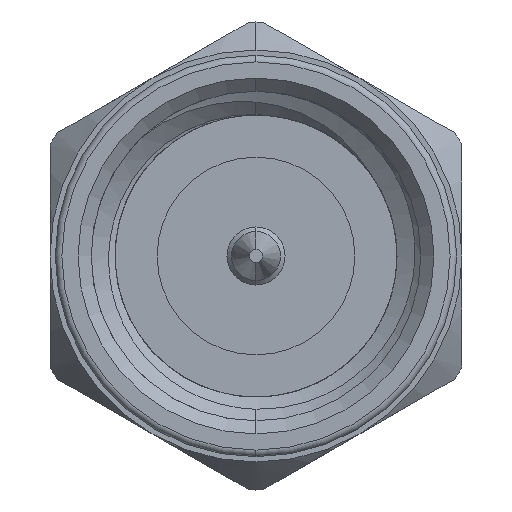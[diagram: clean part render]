
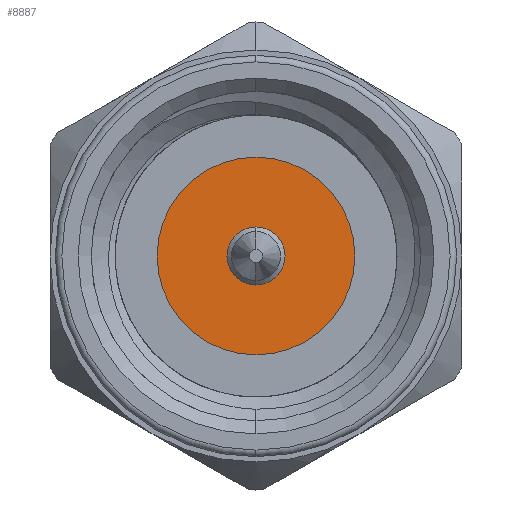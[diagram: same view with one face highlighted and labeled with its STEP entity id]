
A CAD part, left-side view. The second image highlights one B-rep face of the part: STEP entity #8887.
In plain terms, the highlighted planar face has unit normal (-1, 0, 0).
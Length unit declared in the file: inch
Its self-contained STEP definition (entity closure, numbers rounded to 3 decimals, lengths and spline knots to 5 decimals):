
#861 = AXIS2_PLACEMENT_3D ( 'NONE', #42668, #33912, #12873 ) ;
#4462 = DIRECTION ( 'NONE',  ( -1., 0., 0. ) ) ;
#7304 = CARTESIAN_POINT ( 'NONE',  ( -0.72, 0.15225, 0. ) ) ;
#8704 = DIRECTION ( 'NONE',  ( -1., 0., 0. ) ) ;
#8887 = ADVANCED_FACE ( 'NONE', ( #50552 ), #13284, .T. ) ;
#9068 = EDGE_LOOP ( 'NONE', ( #31489, #50117 ) ) ;
#12873 = DIRECTION ( 'NONE',  ( 0., 0., 1. ) ) ;
#13284 = PLANE ( 'NONE',  #28772 ) ;
#13582 = EDGE_CURVE ( 'NONE', #40666, #51404, #33210, .T. ) ;
#17738 = DIRECTION ( 'NONE',  ( 0., 0., 1. ) ) ;
#18432 = CIRCLE ( 'NONE', #38480, 0.075 ) ;
#22541 = EDGE_CURVE ( 'NONE', #51404, #40666, #18432, .T. ) ;
#25934 = CARTESIAN_POINT ( 'NONE',  ( -0.72, 0., 0. ) ) ;
#28772 = AXIS2_PLACEMENT_3D ( 'NONE', #7304, #4462, #50004 ) ;
#31489 = ORIENTED_EDGE ( 'NONE', *, *, #13582, .T. ) ;
#33210 = CIRCLE ( 'NONE', #861, 0.075 ) ;
#33912 = DIRECTION ( 'NONE',  ( -1., 0., 0. ) ) ;
#38480 = AXIS2_PLACEMENT_3D ( 'NONE', #25934, #8704, #17738 ) ;
#40666 = VERTEX_POINT ( 'NONE', #47416 ) ;
#42668 = CARTESIAN_POINT ( 'NONE',  ( -0.72, 0., 0. ) ) ;
#45770 = CARTESIAN_POINT ( 'NONE',  ( -0.72, 0., 0.075 ) ) ;
#47416 = CARTESIAN_POINT ( 'NONE',  ( -0.72, 0., -0.075 ) ) ;
#50004 = DIRECTION ( 'NONE',  ( 0., 0., 1. ) ) ;
#50117 = ORIENTED_EDGE ( 'NONE', *, *, #22541, .T. ) ;
#50552 = FACE_OUTER_BOUND ( 'NONE', #9068, .T. ) ;
#51404 = VERTEX_POINT ( 'NONE', #45770 ) ;
